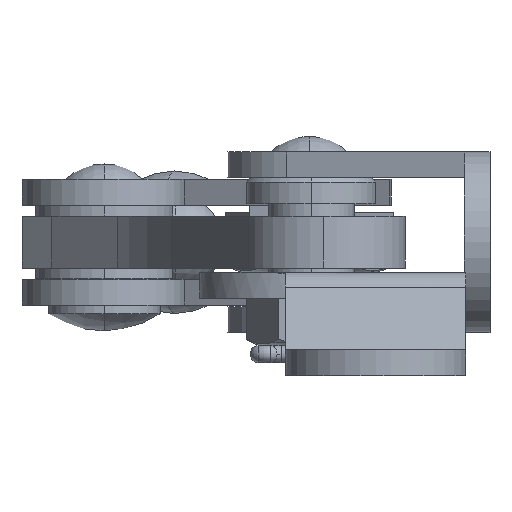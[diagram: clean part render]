
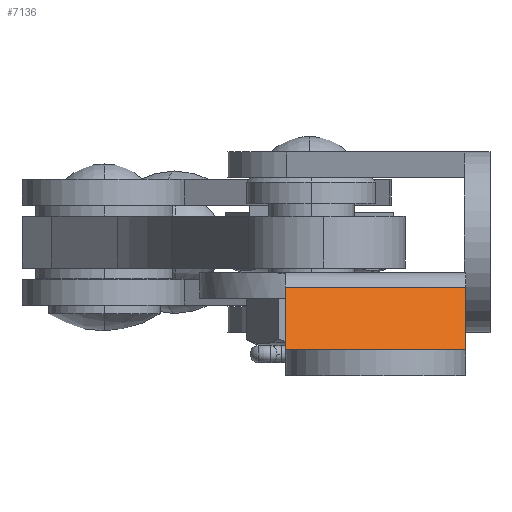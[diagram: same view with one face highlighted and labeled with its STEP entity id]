
A CAD part, left-side view. The second image highlights one B-rep face of the part: STEP entity #7136.
In plain terms, the highlighted planar face has unit normal (-0.911, 0, 0.411).
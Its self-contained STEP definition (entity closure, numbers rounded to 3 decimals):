
#124 = LINE ( 'NONE', #8254, #5620 ) ;
#150 = PLANE ( 'NONE',  #6411 ) ;
#327 = CARTESIAN_POINT ( 'NONE',  ( -17., 10.5, -9. ) ) ;
#483 = ORIENTED_EDGE ( 'NONE', *, *, #8560, .T. ) ;
#561 = CARTESIAN_POINT ( 'NONE',  ( -13.734, -10.5, -1.766 ) ) ;
#921 = CARTESIAN_POINT ( 'NONE',  ( -13.734, -10.5, -1.766 ) ) ;
#1038 = ORIENTED_EDGE ( 'NONE', *, *, #4829, .T. ) ;
#1480 = LINE ( 'NONE', #561, #5713 ) ;
#1644 = CARTESIAN_POINT ( 'NONE',  ( -13.734, 10.5, -1.766 ) ) ;
#1762 = EDGE_CURVE ( 'NONE', #7536, #2601, #7147, .T. ) ;
#1843 = LINE ( 'NONE', #921, #2156 ) ;
#1883 = VERTEX_POINT ( 'NONE', #1644 ) ;
#2156 = VECTOR ( 'NONE', #9026, 1000. ) ;
#2328 = EDGE_CURVE ( 'NONE', #7536, #2748, #1843, .T. ) ;
#2601 = VERTEX_POINT ( 'NONE', #327 ) ;
#2684 = EDGE_LOOP ( 'NONE', ( #483, #1038, #3606, #4297 ) ) ;
#2748 = VERTEX_POINT ( 'NONE', #6643 ) ;
#3127 = CARTESIAN_POINT ( 'NONE',  ( -17., -10.5, -9. ) ) ;
#3606 = ORIENTED_EDGE ( 'NONE', *, *, #1762, .F. ) ;
#4297 = ORIENTED_EDGE ( 'NONE', *, *, #2328, .T. ) ;
#4829 = EDGE_CURVE ( 'NONE', #1883, #2601, #124, .T. ) ;
#5276 = DIRECTION ( 'NONE',  ( 0., 1., 0. ) ) ;
#5620 = VECTOR ( 'NONE', #7335, 1000. ) ;
#5713 = VECTOR ( 'NONE', #8673, 1000. ) ;
#6198 = CARTESIAN_POINT ( 'NONE',  ( -17., -10.5, -9. ) ) ;
#6411 = AXIS2_PLACEMENT_3D ( 'NONE', #8277, #7361, #6412 ) ;
#6412 = DIRECTION ( 'NONE',  ( 0.411, 0., 0.911 ) ) ;
#6643 = CARTESIAN_POINT ( 'NONE',  ( -13.734, -10.5, -1.766 ) ) ;
#6653 = FACE_OUTER_BOUND ( 'NONE', #2684, .T. ) ;
#7136 = ADVANCED_FACE ( 'NONE', ( #6653 ), #150, .T. ) ;
#7147 = LINE ( 'NONE', #6198, #7652 ) ;
#7335 = DIRECTION ( 'NONE',  ( -0.411, 0., -0.911 ) ) ;
#7361 = DIRECTION ( 'NONE',  ( -0.911, 0., 0.411 ) ) ;
#7536 = VERTEX_POINT ( 'NONE', #3127 ) ;
#7652 = VECTOR ( 'NONE', #5276, 1000. ) ;
#8254 = CARTESIAN_POINT ( 'NONE',  ( -13.734, 10.5, -1.766 ) ) ;
#8277 = CARTESIAN_POINT ( 'NONE',  ( -13.734, -10.5, -1.766 ) ) ;
#8560 = EDGE_CURVE ( 'NONE', #2748, #1883, #1480, .T. ) ;
#8673 = DIRECTION ( 'NONE',  ( 0., 1., 0. ) ) ;
#9026 = DIRECTION ( 'NONE',  ( 0.411, 0., 0.911 ) ) ;
